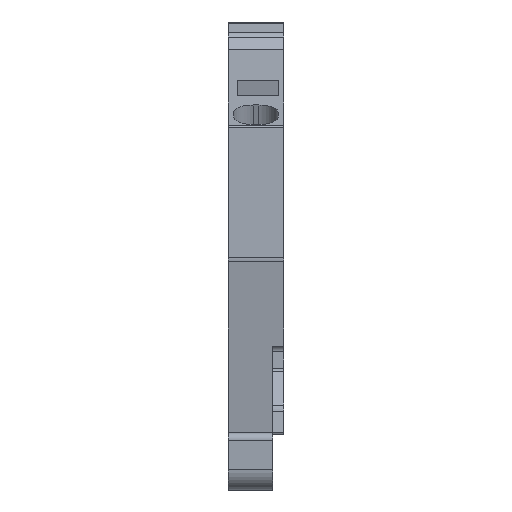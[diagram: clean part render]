
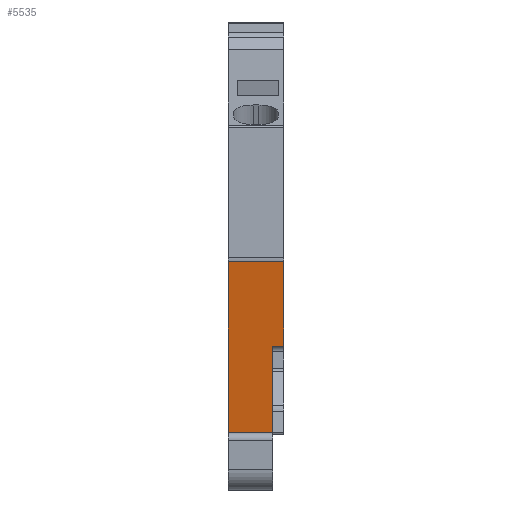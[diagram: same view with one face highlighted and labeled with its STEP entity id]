
A CAD part, front view. The second image highlights one B-rep face of the part: STEP entity #5535.
In plain terms, the highlighted planar face has unit normal (0, -0.986, -0.168).
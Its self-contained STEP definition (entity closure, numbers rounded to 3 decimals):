
#5514=AXIS2_PLACEMENT_3D('Plane Axis2P3D',#5511,#5512,#5513) ;
#1139=CARTESIAN_POINT('Vertex',(0.,2.925,4.123)) ;
#1142=CARTESIAN_POINT('Line Origine',(0.,2.144,8.708)) ;
#1146=CARTESIAN_POINT('Vertex',(0.,1.363,13.292)) ;
#1149=CARTESIAN_POINT('Line Origine',(0.,0.696,17.21)) ;
#1153=CARTESIAN_POINT('Vertex',(0.,0.028,21.128)) ;
#1550=CARTESIAN_POINT('Vertex',(5.1,0.028,21.128)) ;
#1553=CARTESIAN_POINT('Line Origine',(5.1,0.696,17.21)) ;
#1557=CARTESIAN_POINT('Vertex',(5.1,1.363,13.292)) ;
#4908=CARTESIAN_POINT('Line Origine',(4.6,1.363,13.292)) ;
#4912=CARTESIAN_POINT('Vertex',(4.1,1.363,13.292)) ;
#5495=CARTESIAN_POINT('Vertex',(4.1,2.925,4.123)) ;
#5498=CARTESIAN_POINT('Line Origine',(4.1,2.925,4.123)) ;
#5511=CARTESIAN_POINT('Axis2P3D Location',(5.1,0.028,21.128)) ;
#5516=CARTESIAN_POINT('Line Origine',(4.1,2.144,8.708)) ;
#5521=CARTESIAN_POINT('Line Origine',(2.55,0.028,21.128)) ;
#1143=DIRECTION('Vector Direction',(0.,0.168,-0.986)) ;
#1150=DIRECTION('Vector Direction',(0.,0.168,-0.986)) ;
#1554=DIRECTION('Vector Direction',(0.,0.168,-0.986)) ;
#4909=DIRECTION('Vector Direction',(-1.,0.,0.)) ;
#5499=DIRECTION('Vector Direction',(1.,0.,0.)) ;
#5512=DIRECTION('Axis2P3D Direction',(-0.,0.986,0.168)) ;
#5513=DIRECTION('Axis2P3D XDirection',(0.,-0.168,0.986)) ;
#5517=DIRECTION('Vector Direction',(0.,0.168,-0.986)) ;
#5522=DIRECTION('Vector Direction',(1.,0.,0.)) ;
#1144=VECTOR('Line Direction',#1143,1.) ;
#1151=VECTOR('Line Direction',#1150,1.) ;
#1555=VECTOR('Line Direction',#1554,1.) ;
#4910=VECTOR('Line Direction',#4909,1.) ;
#5500=VECTOR('Line Direction',#5499,1.) ;
#5518=VECTOR('Line Direction',#5517,1.) ;
#5523=VECTOR('Line Direction',#5522,1.) ;
#5527=ORIENTED_EDGE('',*,*,#1155,.T.) ;
#5528=ORIENTED_EDGE('',*,*,#1148,.T.) ;
#5529=ORIENTED_EDGE('',*,*,#5502,.F.) ;
#5530=ORIENTED_EDGE('',*,*,#5520,.F.) ;
#5531=ORIENTED_EDGE('',*,*,#4914,.F.) ;
#5532=ORIENTED_EDGE('',*,*,#1559,.F.) ;
#5533=ORIENTED_EDGE('',*,*,#5525,.T.) ;
#5535=ADVANCED_FACE('V1',(#5534),#5515,.F.) ;
#1148=EDGE_CURVE('',#1147,#1140,#1145,.T.) ;
#1155=EDGE_CURVE('',#1154,#1147,#1152,.T.) ;
#1559=EDGE_CURVE('',#1551,#1558,#1556,.T.) ;
#4914=EDGE_CURVE('',#1558,#4913,#4911,.T.) ;
#5502=EDGE_CURVE('',#5496,#1140,#5501,.F.) ;
#5520=EDGE_CURVE('',#4913,#5496,#5519,.T.) ;
#5525=EDGE_CURVE('',#1551,#1154,#5524,.F.) ;
#5526=EDGE_LOOP('',(#5527,#5528,#5529,#5530,#5531,#5532,#5533)) ;
#5534=FACE_OUTER_BOUND('',#5526,.T.) ;
#1145=LINE('Line',#1142,#1144) ;
#1152=LINE('Line',#1149,#1151) ;
#1556=LINE('Line',#1553,#1555) ;
#4911=LINE('Line',#4908,#4910) ;
#5501=LINE('Line',#5498,#5500) ;
#5519=LINE('Line',#5516,#5518) ;
#5524=LINE('Line',#5521,#5523) ;
#5515=PLANE('',#5514) ;
#1140=VERTEX_POINT('',#1139) ;
#1147=VERTEX_POINT('',#1146) ;
#1154=VERTEX_POINT('',#1153) ;
#1551=VERTEX_POINT('',#1550) ;
#1558=VERTEX_POINT('',#1557) ;
#4913=VERTEX_POINT('',#4912) ;
#5496=VERTEX_POINT('',#5495) ;
